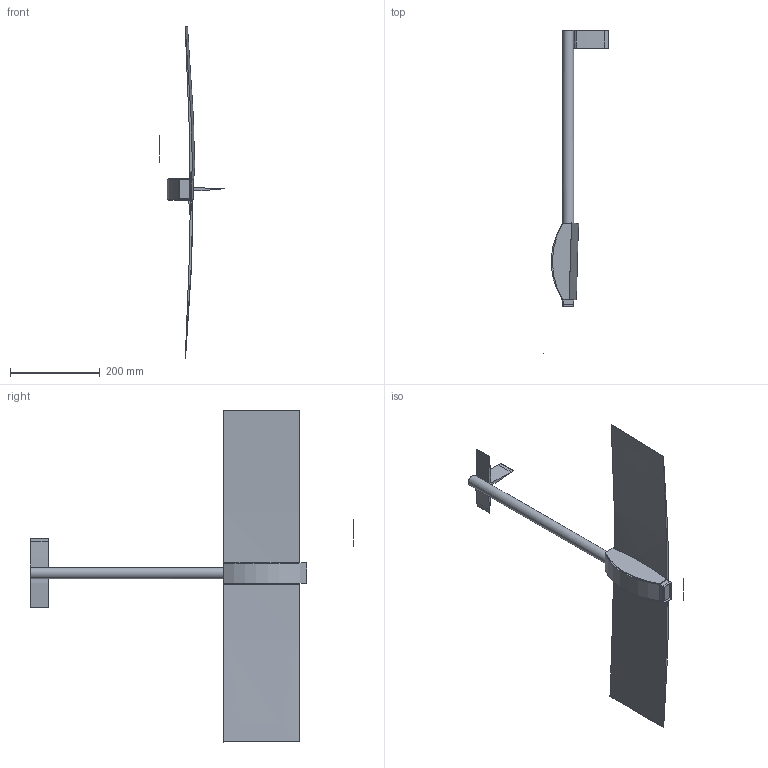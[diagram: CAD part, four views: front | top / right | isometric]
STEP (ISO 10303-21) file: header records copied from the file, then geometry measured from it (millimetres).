
FILE_DESCRIPTION(/* description */ (''),/* implementation_level */ '2;1');
FILE_NAME(/* name */ 'plane-model-step.step',/* time_stamp */ '2025-07-27T21:19:22+05:30',/* author */ (''),/* organization */ (''),/* preprocessor_version */ 'ST-DEVELOPER v20.1',/* originating_system */ 'Autodesk Translation Framework v14.10.0.0',/* authorisation */ '');
FILE_SCHEMA (('AUTOMOTIVE_DESIGN { 1 0 10303 214 3 1 1 }'));
Length unit declared in the file: millimetre
Products named in the file (1): plane-model
Bounding box: 145 x 721.34 x 740.13 mm (x, y, z)
Volume: 605065.3 mm3; surface area: 442033.9 mm2
Topology: 8 solids, 8 shells, 130 faces, 336 edges, 208 vertices
Faces by surface type: plane 60, bspline 59, cylinder 11
Full cylindrical faces by diameter (mm): 22 x1, 25 x1
Entity records: 10735 total; most frequent: CARTESIAN_POINT 8063, ORIENTED_EDGE 674, DIRECTION 398, EDGE_CURVE 337, VERTEX_POINT 208, LINE 176, VECTOR 176, EDGE_LOOP 145
